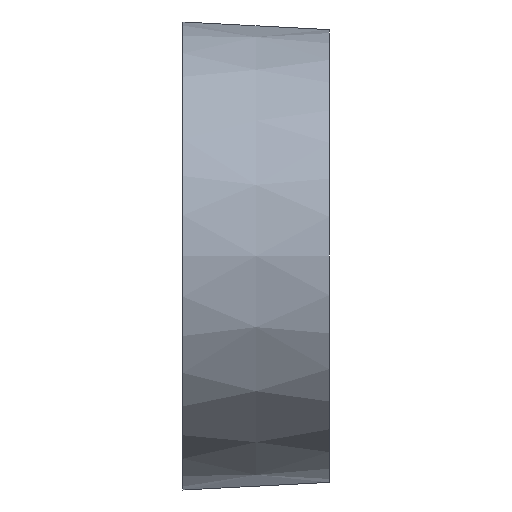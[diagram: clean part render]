
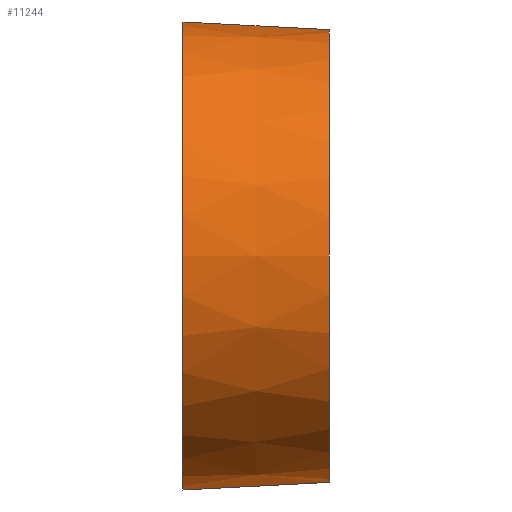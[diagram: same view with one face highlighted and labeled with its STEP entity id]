
A CAD part, left-side view. The second image highlights one B-rep face of the part: STEP entity #11244.
In plain terms, the highlighted conical face has half-angle 3 degrees and reference radius 200 mm.
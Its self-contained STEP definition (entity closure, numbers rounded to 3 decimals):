
#860 = ORIENTED_EDGE ( 'NONE', *, *, #6210, .F. ) ;
#1217 = CARTESIAN_POINT ( 'NONE',  ( -100., 0., -200. ) ) ;
#2639 = EDGE_CURVE ( 'NONE', #7911, #11509, #3902, .T. ) ;
#2837 = EDGE_CURVE ( 'NONE', #13348, #11509, #4088, .T. ) ;
#3469 = VECTOR ( 'NONE', #15089, 1000. ) ;
#3884 = CARTESIAN_POINT ( 'NONE',  ( -100., 0., 200. ) ) ;
#3902 = CIRCLE ( 'NONE', #4504, 200. ) ;
#4058 = ORIENTED_EDGE ( 'NONE', *, *, #2837, .T. ) ;
#4088 = LINE ( 'NONE', #11355, #9391 ) ;
#4504 = AXIS2_PLACEMENT_3D ( 'NONE', #13602, #8820, #14876 ) ;
#4996 = CARTESIAN_POINT ( 'NONE',  ( -100., -125., 193.449 ) ) ;
#5396 = DIRECTION ( 'NONE',  ( 0., 0.999, 0.052 ) ) ;
#5399 = CARTESIAN_POINT ( 'NONE',  ( -100., 0., -200. ) ) ;
#5848 = DIRECTION ( 'NONE',  ( 0., 0., 1. ) ) ;
#5962 = LINE ( 'NONE', #5399, #3469 ) ;
#6210 = EDGE_CURVE ( 'NONE', #13348, #7716, #7293, .T. ) ;
#6722 = CONICAL_SURFACE ( 'NONE', #8777, 200., 0.052 ) ;
#6952 = AXIS2_PLACEMENT_3D ( 'NONE', #9419, #7011, #5848 ) ;
#7011 = DIRECTION ( 'NONE',  ( 0., -1., 0. ) ) ;
#7293 = CIRCLE ( 'NONE', #6952, 193.449 ) ;
#7716 = VERTEX_POINT ( 'NONE', #14534 ) ;
#7911 = VERTEX_POINT ( 'NONE', #1217 ) ;
#8777 = AXIS2_PLACEMENT_3D ( 'NONE', #14819, #12256, #13540 ) ;
#8787 = FACE_OUTER_BOUND ( 'NONE', #12641, .T. ) ;
#8820 = DIRECTION ( 'NONE',  ( 0., 1., 0. ) ) ;
#9391 = VECTOR ( 'NONE', #5396, 1000. ) ;
#9419 = CARTESIAN_POINT ( 'NONE',  ( -100., -125., 0. ) ) ;
#10155 = EDGE_CURVE ( 'NONE', #7716, #7911, #5962, .T. ) ;
#11244 = ADVANCED_FACE ( 'NONE', ( #8787 ), #6722, .T. ) ;
#11355 = CARTESIAN_POINT ( 'NONE',  ( -100., 0., 200. ) ) ;
#11425 = ORIENTED_EDGE ( 'NONE', *, *, #10155, .F. ) ;
#11509 = VERTEX_POINT ( 'NONE', #3884 ) ;
#12256 = DIRECTION ( 'NONE',  ( 0., 1., 0. ) ) ;
#12641 = EDGE_LOOP ( 'NONE', ( #860, #4058, #14951, #11425 ) ) ;
#13348 = VERTEX_POINT ( 'NONE', #4996 ) ;
#13540 = DIRECTION ( 'NONE',  ( 0., 0., 1. ) ) ;
#13602 = CARTESIAN_POINT ( 'NONE',  ( -100., 0., 0. ) ) ;
#14534 = CARTESIAN_POINT ( 'NONE',  ( -100., -125., -193.449 ) ) ;
#14819 = CARTESIAN_POINT ( 'NONE',  ( -100., 0., 0. ) ) ;
#14876 = DIRECTION ( 'NONE',  ( 0., 0., 1. ) ) ;
#14951 = ORIENTED_EDGE ( 'NONE', *, *, #2639, .F. ) ;
#15089 = DIRECTION ( 'NONE',  ( 0., 0.999, -0.052 ) ) ;
